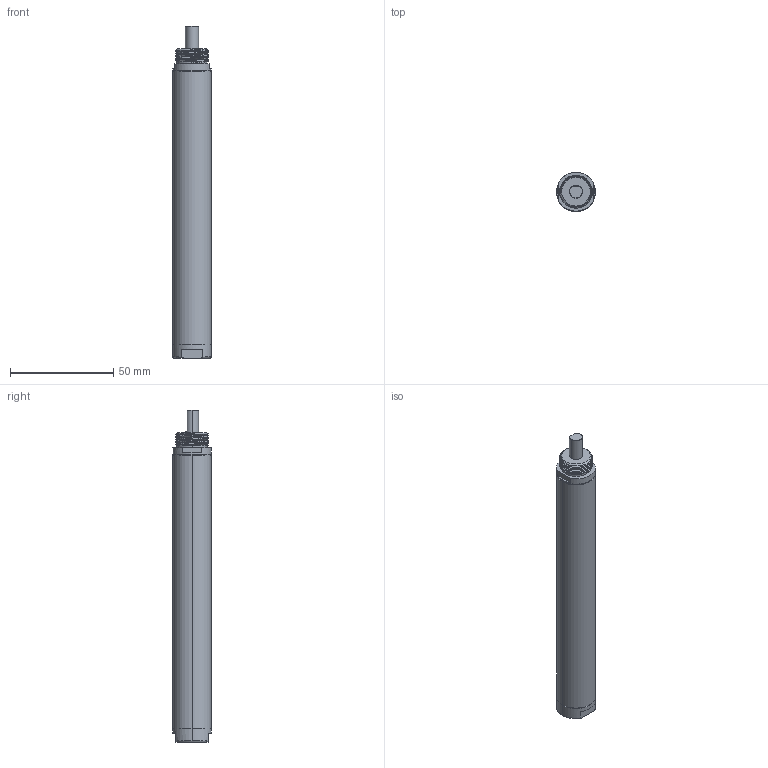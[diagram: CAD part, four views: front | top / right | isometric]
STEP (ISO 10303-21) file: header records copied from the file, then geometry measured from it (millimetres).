
FILE_DESCRIPTION (( 'STEP AP203' ), '1' );
FILE_NAME ('MMF6001 v01.STEP', '2011-09-29T03:53:21', ( ' ' ), ( ' ' ), 'SwSTEP 2.0', 'SolidWorks 2005339', '' );
FILE_SCHEMA (( 'CONFIG_CONTROL_DESIGN' ));
Length unit declared in the file: inch
Products named in the file (1): MMF6001 v01
Bounding box: 18.8 x 18.8 x 160.45 mm (x, y, z)
Volume: 40072 mm3; surface area: 10270 mm2
Topology: 1 solids, 1 shells, 76 faces, 192 edges, 122 vertices
Faces by surface type: cylinder 36, plane 21, cone 13, bspline 3, torus 3
Entity records: 4521 total; most frequent: CARTESIAN_POINT 2725, ORIENTED_EDGE 372, DIRECTION 352, EDGE_CURVE 186, AXIS2_PLACEMENT_3D 141, VERTEX_POINT 122, EDGE_LOOP 86, ADVANCED_FACE 76
